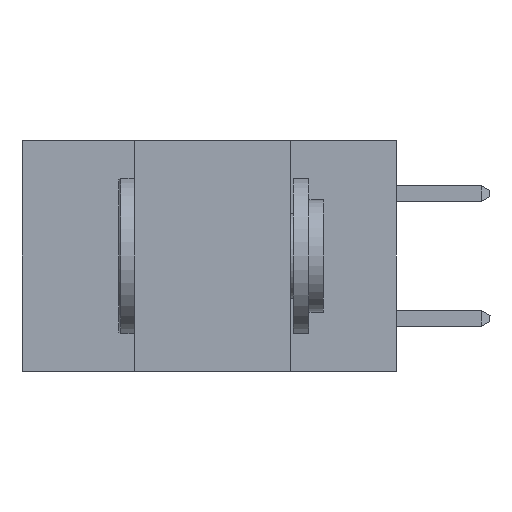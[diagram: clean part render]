
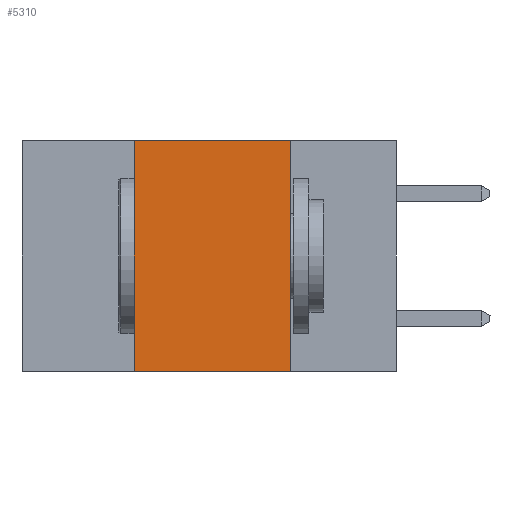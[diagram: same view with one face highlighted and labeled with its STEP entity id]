
A CAD part, left-side view. The second image highlights one B-rep face of the part: STEP entity #5310.
In plain terms, the highlighted planar face has unit normal (-1, 0, 0).
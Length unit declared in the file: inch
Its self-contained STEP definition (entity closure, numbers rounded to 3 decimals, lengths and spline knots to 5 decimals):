
#36 = VECTOR ( 'NONE', #13011, 39.37008 ) ;
#480 = CARTESIAN_POINT ( 'NONE',  ( 0., 0.17, -0.37 ) ) ;
#704 = EDGE_LOOP ( 'NONE', ( #5288, #8392, #7993, #7962 ) ) ;
#854 = DIRECTION ( 'NONE',  ( 1., 0., 0. ) ) ;
#1710 = DIRECTION ( 'NONE',  ( 0., -1., 0. ) ) ;
#2198 = CARTESIAN_POINT ( 'NONE',  ( 0., 0.42, -0.37 ) ) ;
#3605 = LINE ( 'NONE', #9516, #7791 ) ;
#4204 = LINE ( 'NONE', #480, #36 ) ;
#5194 = LINE ( 'NONE', #5956, #9844 ) ;
#5288 = ORIENTED_EDGE ( 'NONE', *, *, #5852, .F. ) ;
#5310 = ADVANCED_FACE ( 'NONE', ( #17644 ), #5524, .F. ) ;
#5524 = PLANE ( 'NONE',  #9043 ) ;
#5852 = EDGE_CURVE ( 'NONE', #19353, #19343, #4204, .T. ) ;
#5956 = CARTESIAN_POINT ( 'NONE',  ( 0., 0.42, -0.37 ) ) ;
#6276 = LINE ( 'NONE', #15504, #14566 ) ;
#7791 = VECTOR ( 'NONE', #1710, 39.37008 ) ;
#7962 = ORIENTED_EDGE ( 'NONE', *, *, #13019, .T. ) ;
#7993 = ORIENTED_EDGE ( 'NONE', *, *, #14710, .F. ) ;
#8392 = ORIENTED_EDGE ( 'NONE', *, *, #8715, .F. ) ;
#8715 = EDGE_CURVE ( 'NONE', #17331, #19353, #3605, .T. ) ;
#9013 = DIRECTION ( 'NONE',  ( 0., 0., 1. ) ) ;
#9043 = AXIS2_PLACEMENT_3D ( 'NONE', #16428, #854, #11814 ) ;
#9516 = CARTESIAN_POINT ( 'NONE',  ( 0., 0.6, 0. ) ) ;
#9844 = VECTOR ( 'NONE', #9013, 39.37008 ) ;
#10437 = VERTEX_POINT ( 'NONE', #2198 ) ;
#11814 = DIRECTION ( 'NONE',  ( 0., 0., -1. ) ) ;
#12042 = CARTESIAN_POINT ( 'NONE',  ( 0., 0.42, 0. ) ) ;
#12173 = CARTESIAN_POINT ( 'NONE',  ( 0., 0.17, -0.37 ) ) ;
#13011 = DIRECTION ( 'NONE',  ( 0., 0., -1. ) ) ;
#13019 = EDGE_CURVE ( 'NONE', #10437, #19343, #6276, .T. ) ;
#13730 = CARTESIAN_POINT ( 'NONE',  ( 0., 0.17, 0. ) ) ;
#14566 = VECTOR ( 'NONE', #16974, 39.37008 ) ;
#14710 = EDGE_CURVE ( 'NONE', #10437, #17331, #5194, .T. ) ;
#15504 = CARTESIAN_POINT ( 'NONE',  ( 0., 0.6, -0.37 ) ) ;
#16428 = CARTESIAN_POINT ( 'NONE',  ( 0., 0.6, 0. ) ) ;
#16974 = DIRECTION ( 'NONE',  ( 0., -1., 0. ) ) ;
#17331 = VERTEX_POINT ( 'NONE', #12042 ) ;
#17644 = FACE_OUTER_BOUND ( 'NONE', #704, .T. ) ;
#19343 = VERTEX_POINT ( 'NONE', #12173 ) ;
#19353 = VERTEX_POINT ( 'NONE', #13730 ) ;
